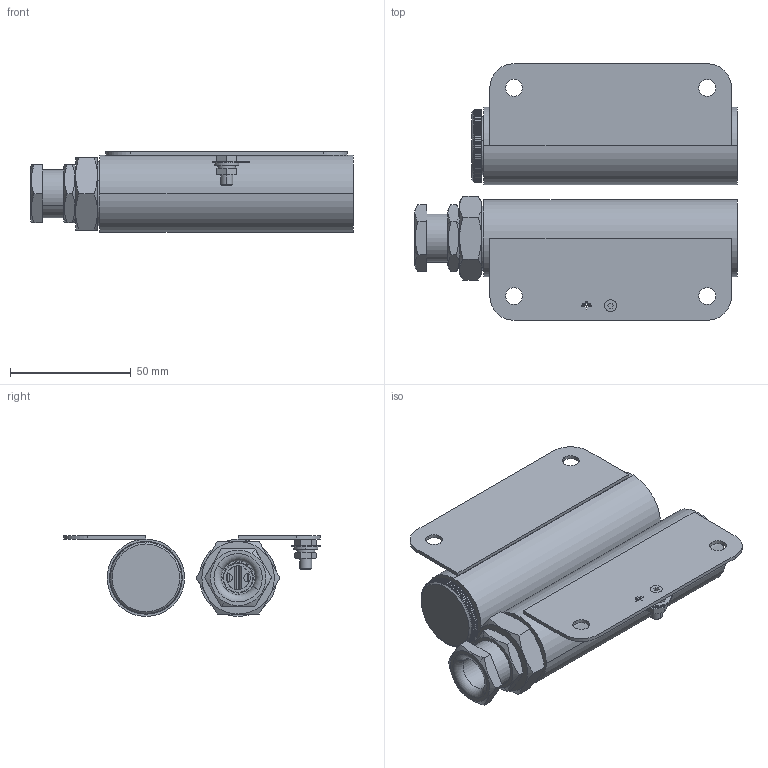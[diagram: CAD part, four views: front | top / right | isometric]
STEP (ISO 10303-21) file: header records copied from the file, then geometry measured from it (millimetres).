
FILE_DESCRIPTION (( 'STEP AP203' ), '1' );
FILE_NAME ('ﾈﾎ-00.000-01 ﾑﾁ ﾏﾅﾒﾋﾟ.STEP', '2024-11-13T05:29:12', ( '' ), ( '' ), 'SwSTEP 2.0', 'SolidWorks 2020', '' );
FILE_SCHEMA (( 'CONFIG_CONTROL_DESIGN' ));
Length unit declared in the file: millimetre
Products named in the file (1): ﾈﾎ-00.000-01 ﾑﾁ ﾏﾅﾒﾋﾟ
Bounding box: 133.69 x 106.18 x 33.5 mm (x, y, z)
Volume: 154350.2 mm3; surface area: 91727.3 mm2
Topology: 29 solids, 29 shells, 976 faces, 2544 edges, 1660 vertices
Faces by surface type: plane 619, cylinder 255, cone 94, torus 6, bspline 2
Entity records: 32533 total; most frequent: CARTESIAN_POINT 8613, ORIENTED_EDGE 5088, DIRECTION 4730, EDGE_CURVE 2544, VERTEX_POINT 1660, AXIS2_PLACEMENT_3D 1609, VECTOR 1512, LINE 1512
